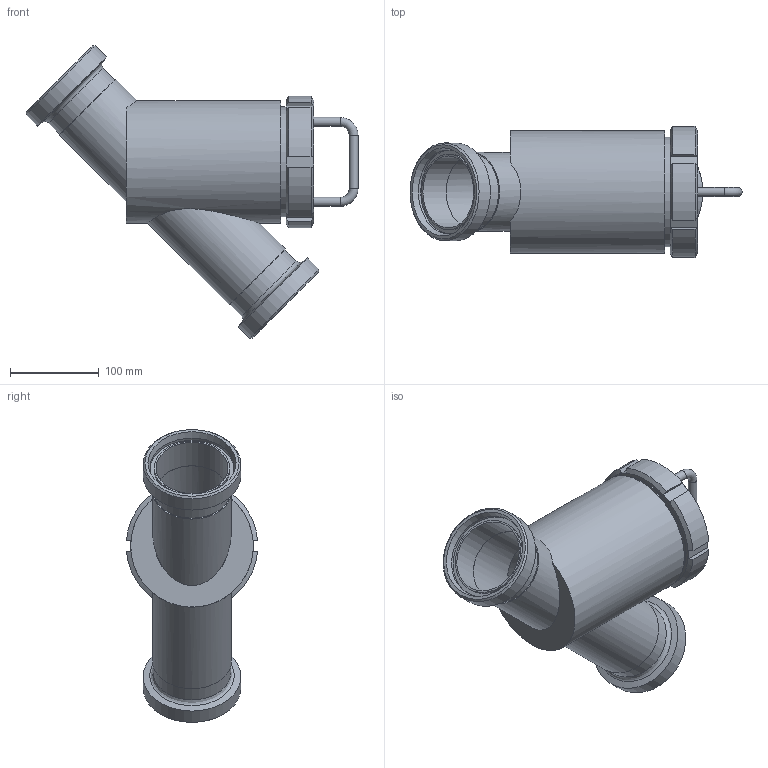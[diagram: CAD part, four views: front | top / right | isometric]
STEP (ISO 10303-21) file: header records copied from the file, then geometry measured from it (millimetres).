
FILE_DESCRIPTION((''),'2;1');
FILE_NAME('60300080X300.stp','2010-10-29T10:45:20',('Creator'),(''),'Autodesk Inventor 2010','Autodesk Inventor 2010','');
FILE_SCHEMA(('AUTOMOTIVE_DESIGN { 1 0 10303 214 1 1 1 1 }'));
Length unit declared in the file: millimetre
Products named in the file (1): 60300080X300
Bounding box: 373.68 x 147.51 x 329.51 mm (x, y, z)
Volume: 1603367.8 mm3; surface area: 472606.4 mm2
Topology: 1 solids, 2 shells, 128 faces, 279 edges, 174 vertices
Faces by surface type: plane 47, cylinder 42, cone 35, torus 2, bspline 2
Full cylindrical faces by diameter (mm): 10 x3, 80.8 x2, 81 x3, 82 x1, 83 x1, 85 x2, 86 x1, 87 x2, 88.9 x2, 94.8 x2, 109.7 x1, 110 x2, 113 x1, 114 x1, 115 x1, 115.5 x2, 116 x1, 122 x1, 123.6 x1, 124.29 x1, 130 x1, 130.4 x1, 138 x1
Entity records: 3484 total; most frequent: CARTESIAN_POINT 1017, DIRECTION 518, ORIENTED_EDGE 422, AXIS2_PLACEMENT_3D 247, EDGE_LOOP 212, EDGE_CURVE 211, VERTEX_POINT 161, FACE_OUTER_BOUND 128
